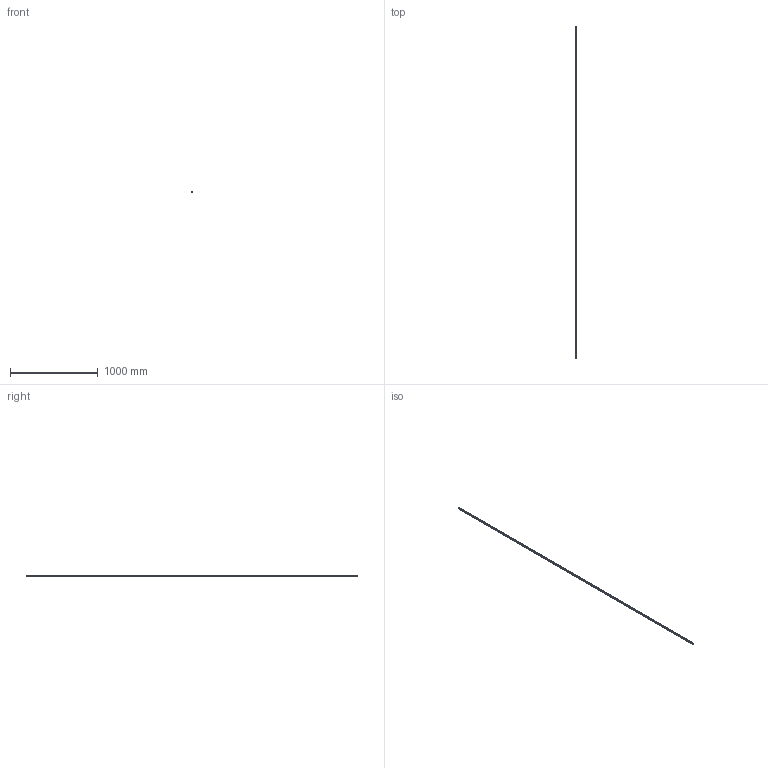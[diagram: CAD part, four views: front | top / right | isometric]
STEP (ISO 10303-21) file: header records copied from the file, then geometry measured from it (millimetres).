
FILE_DESCRIPTION(('STEP AP214'),'1');
FILE_NAME('cctmp_597B2B52-BC0F-4D9D-8F38-CE64372CEE1A_2021_01_19_14_53_57_0823..stp','2021-01-19T13:53:58',('HIWIN GmbH'),('CADClick - www.CADClick.com'),'Spatial InterOp 3D',' ','unknown authorization');
FILE_SCHEMA(('AUTOMOTIVE_DESIGN'));
Length unit declared in the file: millimetre
Products named in the file (1): HGR15T3790C_FILE
Bounding box: 15 x 3790 x 15 mm (x, y, z)
Volume: 711451.3 mm3; surface area: 240280.4 mm2
Topology: 1 solids, 1 shells, 367 faces, 957 edges, 533 vertices
Faces by surface type: cylinder 152, cone 126, plane 89
Entity records: 13225 total; most frequent: DIRECTION 1871, CARTESIAN_POINT 1732, ORIENTED_EDGE 1662, EDGE_CURVE 831, AXIS2_PLACEMENT_3D 672, VERTEX_POINT 533, LINE 527, VECTOR 527
